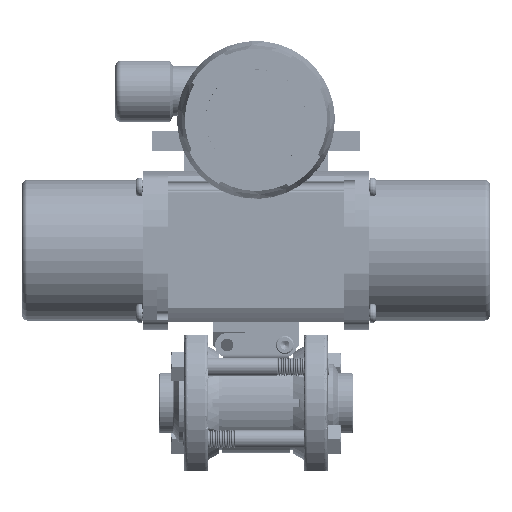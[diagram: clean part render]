
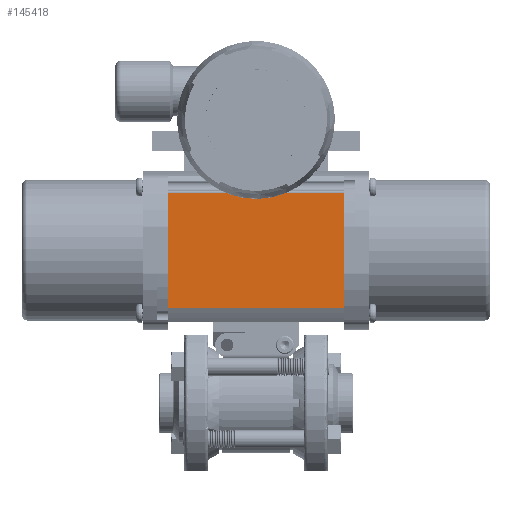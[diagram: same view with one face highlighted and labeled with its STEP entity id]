
A CAD part, top view. The second image highlights one B-rep face of the part: STEP entity #145418.
In plain terms, the highlighted planar face has unit normal (0, 0, 1).
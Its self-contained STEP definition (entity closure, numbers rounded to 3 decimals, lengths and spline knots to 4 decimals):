
#2077 = VERTEX_POINT ( 'NONE', #147333 ) ;
#3858 = EDGE_CURVE ( 'NONE', #71140, #2077, #226215, .T. ) ;
#5518 = DIRECTION ( 'NONE',  ( 0., 0., -1. ) ) ;
#9715 = VECTOR ( 'NONE', #118282, 39.3701 ) ;
#17624 = CARTESIAN_POINT ( 'NONE',  ( 1.5275, 3.6471, 1.17 ) ) ;
#21414 = LINE ( 'NONE', #44043, #9715 ) ;
#23477 = CARTESIAN_POINT ( 'NONE',  ( -5.0403, 3.6544, 1.17 ) ) ;
#31467 = EDGE_LOOP ( 'NONE', ( #213272, #54915, #196166, #84354 ) ) ;
#31940 = LINE ( 'NONE', #69457, #119552 ) ;
#43274 = VERTEX_POINT ( 'NONE', #206122 ) ;
#44043 = CARTESIAN_POINT ( 'NONE',  ( -1.5275, 3.6544, 1.17 ) ) ;
#54915 = ORIENTED_EDGE ( 'NONE', *, *, #89543, .T. ) ;
#63247 = VERTEX_POINT ( 'NONE', #230394 ) ;
#69457 = CARTESIAN_POINT ( 'NONE',  ( -5.0403, 3.6471, 1.17 ) ) ;
#71140 = VERTEX_POINT ( 'NONE', #17624 ) ;
#77492 = VECTOR ( 'NONE', #227866, 39.3701 ) ;
#79773 = PLANE ( 'NONE',  #162429 ) ;
#84354 = ORIENTED_EDGE ( 'NONE', *, *, #171581, .T. ) ;
#89543 = EDGE_CURVE ( 'NONE', #71140, #43274, #31940, .T. ) ;
#97479 = CARTESIAN_POINT ( 'NONE',  ( 1.5275, 3.6544, 1.17 ) ) ;
#106659 = LINE ( 'NONE', #227411, #112568 ) ;
#112568 = VECTOR ( 'NONE', #115766, 39.3701 ) ;
#115766 = DIRECTION ( 'NONE',  ( 1., 0., 0. ) ) ;
#118282 = DIRECTION ( 'NONE',  ( 0., 1., 0. ) ) ;
#119552 = VECTOR ( 'NONE', #181246, 39.3701 ) ;
#136006 = DIRECTION ( 'NONE',  ( 0., -1., 0. ) ) ;
#145418 = ADVANCED_FACE ( 'NONE', ( #222043 ), #79773, .F. ) ;
#147333 = CARTESIAN_POINT ( 'NONE',  ( 1.5275, 1.6529, 1.17 ) ) ;
#152440 = EDGE_CURVE ( 'NONE', #63247, #43274, #21414, .T. ) ;
#162429 = AXIS2_PLACEMENT_3D ( 'NONE', #23477, #5518, #136006 ) ;
#171581 = EDGE_CURVE ( 'NONE', #63247, #2077, #106659, .T. ) ;
#181246 = DIRECTION ( 'NONE',  ( -1., 0., 0. ) ) ;
#196166 = ORIENTED_EDGE ( 'NONE', *, *, #152440, .F. ) ;
#206122 = CARTESIAN_POINT ( 'NONE',  ( -1.5275, 3.6471, 1.17 ) ) ;
#213272 = ORIENTED_EDGE ( 'NONE', *, *, #3858, .F. ) ;
#222043 = FACE_OUTER_BOUND ( 'NONE', #31467, .T. ) ;
#226215 = LINE ( 'NONE', #97479, #77492 ) ;
#227411 = CARTESIAN_POINT ( 'NONE',  ( -5.0403, 1.6529, 1.17 ) ) ;
#227866 = DIRECTION ( 'NONE',  ( 0., -1., 0. ) ) ;
#230394 = CARTESIAN_POINT ( 'NONE',  ( -1.5275, 1.6529, 1.17 ) ) ;
